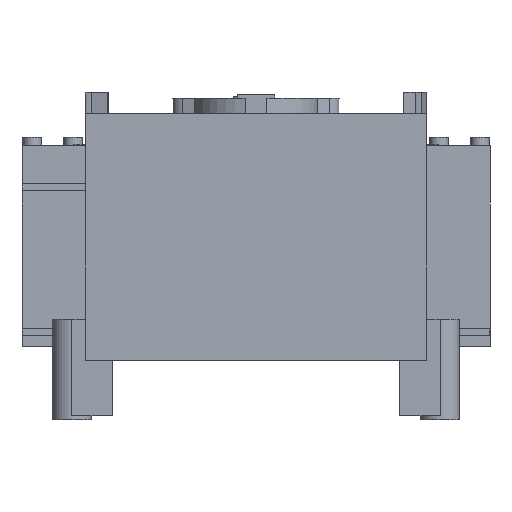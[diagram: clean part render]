
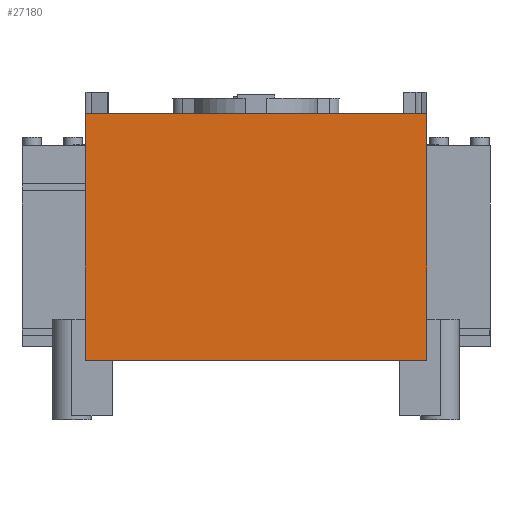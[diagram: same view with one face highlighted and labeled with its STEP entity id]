
A CAD part, left-side view. The second image highlights one B-rep face of the part: STEP entity #27180.
In plain terms, the highlighted planar face has unit normal (-1, 0, 0).
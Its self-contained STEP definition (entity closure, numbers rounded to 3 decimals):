
#570=CARTESIAN_POINT('',(-149.388,-76.592,9.14));
#571=VERTEX_POINT('',#570);
#578=CARTESIAN_POINT('',(-149.388,-76.592,-104.86));
#579=VERTEX_POINT('',#578);
#580=CARTESIAN_POINT('',(-149.388,-76.592,-104.86));
#581=DIRECTION('',(0.0,0.0,1.0));
#582=VECTOR('',#581,114.);
#583=LINE('',#580,#582);
#584=EDGE_CURVE('',#579,#571,#583,.T.);
#1113=CARTESIAN_POINT('',(-149.388,80.908,-104.86));
#1114=VERTEX_POINT('',#1113);
#1121=CARTESIAN_POINT('',(-149.388,80.908,9.14));
#1122=VERTEX_POINT('',#1121);
#1123=CARTESIAN_POINT('',(-149.388,80.908,9.14));
#1124=DIRECTION('',(0.0,0.0,-1.0));
#1125=VECTOR('',#1124,114.);
#1126=LINE('',#1123,#1125);
#1127=EDGE_CURVE('',#1122,#1114,#1126,.T.);
#13036=CARTESIAN_POINT('',(-149.388,-76.592,-104.86));
#13037=DIRECTION('',(0.,1.0,0.0));
#13038=VECTOR('',#13037,157.5);
#13039=LINE('',#13036,#13038);
#13040=EDGE_CURVE('',#579,#1114,#13039,.T.);
#20344=CARTESIAN_POINT('',(-149.388,80.908,9.14));
#20345=DIRECTION('',(0.0,-1.0,0.0));
#20346=VECTOR('',#20345,157.5);
#20347=LINE('',#20344,#20346);
#20348=EDGE_CURVE('',#1122,#571,#20347,.T.);
#27169=CARTESIAN_POINT('',(-149.388,-72.592,-47.86));
#27170=DIRECTION('',(-1.0,0.0,0.0));
#27171=DIRECTION('',(0.0,0.0,1.0));
#27172=AXIS2_PLACEMENT_3D('',#27169,#27170,#27171);
#27173=PLANE('',#27172);
#27174=ORIENTED_EDGE('',*,*,#20348,.F.);
#27175=ORIENTED_EDGE('',*,*,#1127,.T.);
#27176=ORIENTED_EDGE('',*,*,#13040,.F.);
#27177=ORIENTED_EDGE('',*,*,#584,.T.);
#27178=EDGE_LOOP('',(#27174,#27175,#27176,#27177));
#27179=FACE_OUTER_BOUND('',#27178,.T.);
#27180=ADVANCED_FACE('',(#27179),#27173,.T.);
